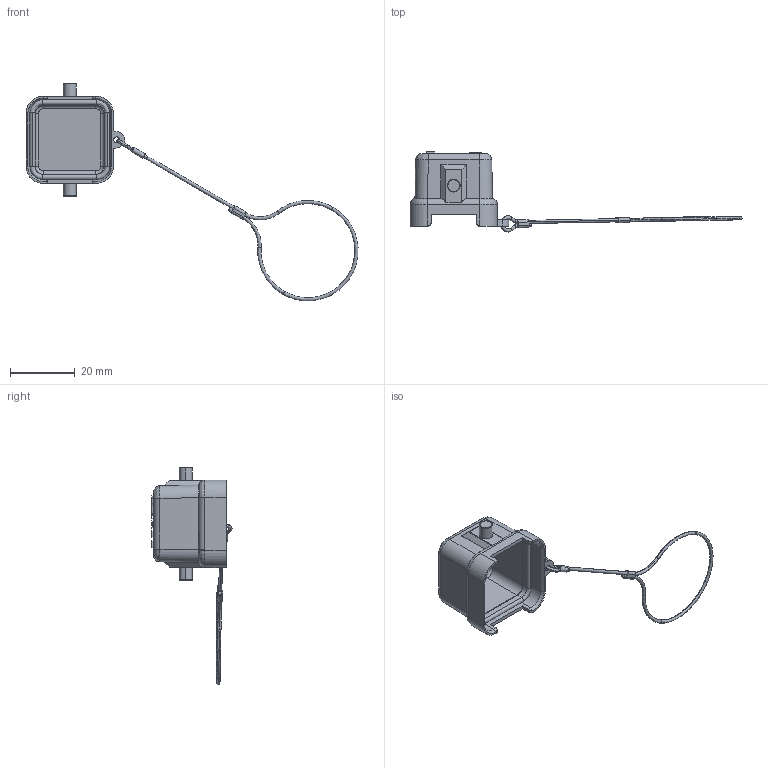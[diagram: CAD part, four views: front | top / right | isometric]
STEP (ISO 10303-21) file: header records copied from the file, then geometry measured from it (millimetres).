
FILE_DESCRIPTION((''),'2;1');
FILE_NAME('H3A-CV_S-2B_1','2023-12-14T',('lj.zou'),(''),'PRO/ENGINEER BY PARAMETRIC TECHNOLOGY CORPORATION, 2012480','PRO/ENGINEER BY PARAMETRIC TECHNOLOGY CORPORATION, 2012480','');
FILE_SCHEMA(('CONFIG_CONTROL_DESIGN'));
Length unit declared in the file: millimetre
Products named in the file (1): H3A-CV_S-2B_1
Bounding box: 102.54 x 24.72 x 67.23 mm (x, y, z)
Volume: 3722 mm3; surface area: 5963.3 mm2
Topology: 1 solids, 1 shells, 285 faces, 736 edges, 463 vertices
Faces by surface type: plane 117, cylinder 103, bspline 34, torus 30, extrusion 1
Entity records: 10792 total; most frequent: CARTESIAN_POINT 3981, ORIENTED_EDGE 1472, DIRECTION 1340, EDGE_CURVE 736, AXIS2_PLACEMENT_3D 481, VERTEX_POINT 463, VECTOR 378, LINE 377
